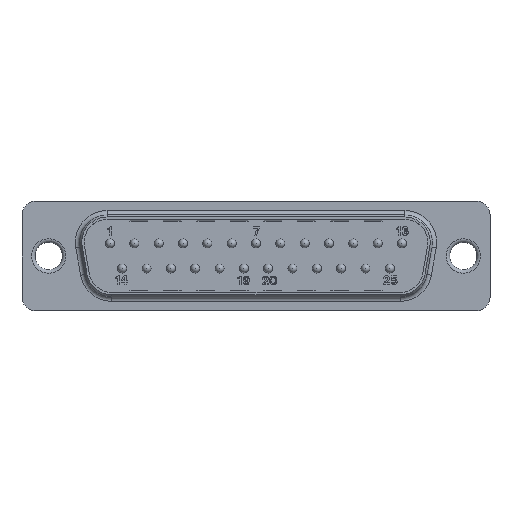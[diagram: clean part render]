
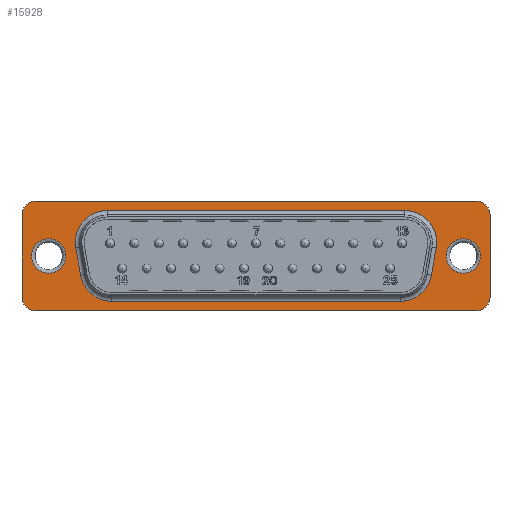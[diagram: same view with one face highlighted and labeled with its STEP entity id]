
A CAD part, top view. The second image highlights one B-rep face of the part: STEP entity #15928.
In plain terms, the highlighted face is planar.
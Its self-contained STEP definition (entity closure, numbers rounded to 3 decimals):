
#1250=LINE('',#28704,#2650);
#1332=LINE('',#28883,#2732);
#1336=LINE('',#28895,#2736);
#1338=LINE('',#28903,#2738);
#1345=LINE('',#28931,#2745);
#1347=LINE('',#28947,#2747);
#1348=LINE('',#28949,#2748);
#1349=LINE('',#28963,#2749);
#2650=VECTOR('',#20916,1000.);
#2732=VECTOR('',#21024,1000.);
#2736=VECTOR('',#21036,1000.);
#2738=VECTOR('',#21046,1000.);
#2745=VECTOR('',#21079,1000.);
#2747=VECTOR('',#21099,1000.);
#2748=VECTOR('',#21102,1000.);
#2749=VECTOR('',#21121,1000.);
#3662=CIRCLE('',#18142,1.5);
#3664=CIRCLE('',#18146,1.5);
#3666=CIRCLE('',#18150,1.5);
#3668=CIRCLE('',#18154,1.5);
#3678=CIRCLE('',#18169,3.6);
#3679=CIRCLE('',#18171,3.6);
#3685=CIRCLE('',#18180,3.6);
#3686=CIRCLE('',#18182,3.6);
#3718=CIRCLE('',#18376,1.95);
#3720=CIRCLE('',#18379,1.95);
#7191=ORIENTED_EDGE('',*,*,#10024,.F.);
#7192=ORIENTED_EDGE('',*,*,#9738,.F.);
#7193=ORIENTED_EDGE('',*,*,#9736,.F.);
#7194=ORIENTED_EDGE('',*,*,#9731,.F.);
#7195=ORIENTED_EDGE('',*,*,#9726,.F.);
#7196=ORIENTED_EDGE('',*,*,#9722,.F.);
#7197=ORIENTED_EDGE('',*,*,#9725,.F.);
#7198=ORIENTED_EDGE('',*,*,#9730,.F.);
#7199=ORIENTED_EDGE('',*,*,#9735,.F.);
#7200=ORIENTED_EDGE('',*,*,#10022,.F.);
#7201=ORIENTED_EDGE('',*,*,#9709,.F.);
#7202=ORIENTED_EDGE('',*,*,#9609,.F.);
#7203=ORIENTED_EDGE('',*,*,#9704,.F.);
#7204=ORIENTED_EDGE('',*,*,#9703,.F.);
#7205=ORIENTED_EDGE('',*,*,#9698,.F.);
#7206=ORIENTED_EDGE('',*,*,#9697,.F.);
#7207=ORIENTED_EDGE('',*,*,#9691,.F.);
#7208=ORIENTED_EDGE('',*,*,#9707,.F.);
#9609=EDGE_CURVE('',#11436,#11434,#1250,.T.);
#9691=EDGE_CURVE('',#11515,#11516,#3662,.T.);
#9697=EDGE_CURVE('',#11516,#11520,#1332,.T.);
#9698=EDGE_CURVE('',#11520,#11521,#3664,.T.);
#9703=EDGE_CURVE('',#11521,#11524,#1336,.T.);
#9704=EDGE_CURVE('',#11524,#11436,#3666,.T.);
#9707=EDGE_CURVE('',#11525,#11515,#1338,.T.);
#9709=EDGE_CURVE('',#11434,#11525,#3668,.T.);
#9722=EDGE_CURVE('',#11534,#11533,#1345,.T.);
#9725=EDGE_CURVE('',#11536,#11534,#3678,.T.);
#9726=EDGE_CURVE('',#11533,#11537,#3679,.T.);
#9730=EDGE_CURVE('',#11539,#11536,#1347,.T.);
#9731=EDGE_CURVE('',#11537,#11540,#1348,.T.);
#9735=EDGE_CURVE('',#11542,#11539,#3685,.T.);
#9736=EDGE_CURVE('',#11540,#11543,#3686,.T.);
#9738=EDGE_CURVE('',#11543,#11542,#1349,.T.);
#10022=EDGE_CURVE('',#11705,#11705,#3718,.T.);
#10024=EDGE_CURVE('',#11707,#11707,#3720,.T.);
#11434=VERTEX_POINT('',#28699);
#11436=VERTEX_POINT('',#28703);
#11515=VERTEX_POINT('',#28871);
#11516=VERTEX_POINT('',#28872);
#11520=VERTEX_POINT('',#28881);
#11521=VERTEX_POINT('',#28886);
#11524=VERTEX_POINT('',#28893);
#11525=VERTEX_POINT('',#28901);
#11533=VERTEX_POINT('',#28928);
#11534=VERTEX_POINT('',#28930);
#11536=VERTEX_POINT('',#28936);
#11537=VERTEX_POINT('',#28940);
#11539=VERTEX_POINT('',#28946);
#11540=VERTEX_POINT('',#28950);
#11542=VERTEX_POINT('',#28956);
#11543=VERTEX_POINT('',#28960);
#11705=VERTEX_POINT('',#29570);
#11707=VERTEX_POINT('',#29575);
#13060=EDGE_LOOP('',(#7191));
#13061=EDGE_LOOP('',(#7192,#7193,#7194,#7195,#7196,#7197,#7198,#7199));
#13062=EDGE_LOOP('',(#7200));
#13063=EDGE_LOOP('',(#7201,#7202,#7203,#7204,#7205,#7206,#7207,#7208));
#14285=FACE_BOUND('',#13060,.T.);
#14286=FACE_BOUND('',#13061,.T.);
#14287=FACE_BOUND('',#13062,.T.);
#14288=FACE_BOUND('',#13063,.T.);
#15093=PLANE('',#18378);
#15928=ADVANCED_FACE('',(#14285,#14286,#14287,#14288),#15093,.F.);
#18142=AXIS2_PLACEMENT_3D('',#28870,#21014,#21015);
#18146=AXIS2_PLACEMENT_3D('',#28885,#21027,#21028);
#18150=AXIS2_PLACEMENT_3D('',#28897,#21039,#21040);
#18154=AXIS2_PLACEMENT_3D('',#28906,#21050,#21051);
#18169=AXIS2_PLACEMENT_3D('',#28937,#21086,#21087);
#18171=AXIS2_PLACEMENT_3D('',#28939,#21090,#21091);
#18180=AXIS2_PLACEMENT_3D('',#28957,#21111,#21112);
#18182=AXIS2_PLACEMENT_3D('',#28959,#21115,#21116);
#18376=AXIS2_PLACEMENT_3D('',#29569,#21757,#21758);
#18378=AXIS2_PLACEMENT_3D('',#29573,#21761,#21762);
#18379=AXIS2_PLACEMENT_3D('',#29574,#21763,#21764);
#20916=DIRECTION('',(-1.,0.,0.));
#21014=DIRECTION('',(0.,0.,1.));
#21015=DIRECTION('',(-0.707,-0.707,0.));
#21024=DIRECTION('',(1.,0.,0.));
#21027=DIRECTION('',(0.,0.,1.));
#21028=DIRECTION('',(0.707,-0.707,0.));
#21036=DIRECTION('',(0.,1.,0.));
#21039=DIRECTION('',(0.,0.,1.));
#21040=DIRECTION('',(0.707,0.707,0.));
#21046=DIRECTION('',(0.,-1.,0.));
#21050=DIRECTION('',(0.,0.,1.));
#21051=DIRECTION('',(-0.707,0.707,0.));
#21079=DIRECTION('',(1.,0.,0.));
#21086=DIRECTION('',(0.,0.,-1.));
#21087=DIRECTION('',(-0.766,0.643,0.));
#21090=DIRECTION('',(0.,0.,-1.));
#21091=DIRECTION('',(0.766,0.643,0.));
#21099=DIRECTION('',(-0.174,0.985,0.));
#21102=DIRECTION('',(-0.174,-0.985,0.));
#21111=DIRECTION('',(0.,0.,-1.));
#21112=DIRECTION('',(-0.643,-0.766,0.));
#21115=DIRECTION('',(0.,0.,-1.));
#21116=DIRECTION('',(0.643,-0.766,0.));
#21121=DIRECTION('',(-1.,0.,0.));
#21757=DIRECTION('',(0.,0.,-1.));
#21758=DIRECTION('',(-1.,0.,0.));
#21761=DIRECTION('',(0.,0.,1.));
#21762=DIRECTION('',(1.,0.,0.));
#21763=DIRECTION('',(0.,0.,-1.));
#21764=DIRECTION('',(-1.,0.,0.));
#28699=CARTESIAN_POINT('',(-25.05,6.2,-0.5));
#28703=CARTESIAN_POINT('',(25.05,6.2,-0.5));
#28704=CARTESIAN_POINT('',(26.55,6.2,-0.5));
#28870=CARTESIAN_POINT('',(-25.05,-4.7,-0.5));
#28871=CARTESIAN_POINT('',(-26.55,-4.7,-0.5));
#28872=CARTESIAN_POINT('',(-25.05,-6.2,-0.5));
#28881=CARTESIAN_POINT('',(25.05,-6.2,-0.5));
#28883=CARTESIAN_POINT('',(-26.55,-6.2,-0.5));
#28885=CARTESIAN_POINT('',(25.05,-4.7,-0.5));
#28886=CARTESIAN_POINT('',(26.55,-4.7,-0.5));
#28893=CARTESIAN_POINT('',(26.55,4.7,-0.5));
#28895=CARTESIAN_POINT('',(26.55,-6.2,-0.5));
#28897=CARTESIAN_POINT('',(25.05,4.7,-0.5));
#28901=CARTESIAN_POINT('',(-26.55,4.7,-0.5));
#28903=CARTESIAN_POINT('',(-26.55,6.2,-0.5));
#28906=CARTESIAN_POINT('',(-25.05,4.7,-0.5));
#28928=CARTESIAN_POINT('',(16.9,5.15,-0.5));
#28930=CARTESIAN_POINT('',(-16.9,5.15,-0.5));
#28931=CARTESIAN_POINT('',(6.77,5.15,-0.5));
#28936=CARTESIAN_POINT('',(-20.445,0.925,-0.5));
#28937=CARTESIAN_POINT('',(-16.9,1.55,-0.5));
#28939=CARTESIAN_POINT('',(16.9,1.55,-0.5));
#28940=CARTESIAN_POINT('',(20.445,0.925,-0.5));
#28946=CARTESIAN_POINT('',(-19.899,-2.175,-0.5));
#28947=CARTESIAN_POINT('',(-19.856,-2.419,-0.5));
#28949=CARTESIAN_POINT('',(19.991,-1.654,-0.5));
#28950=CARTESIAN_POINT('',(19.899,-2.175,-0.5));
#28956=CARTESIAN_POINT('',(-16.353,-5.15,-0.5));
#28957=CARTESIAN_POINT('',(-16.353,-1.55,-0.5));
#28959=CARTESIAN_POINT('',(16.353,-1.55,-0.5));
#28960=CARTESIAN_POINT('',(16.353,-5.15,-0.5));
#28963=CARTESIAN_POINT('',(6.77,-5.15,-0.5));
#29569=CARTESIAN_POINT('',(-23.52,0.,-0.5));
#29570=CARTESIAN_POINT('',(-25.47,0.,-0.5));
#29573=CARTESIAN_POINT('',(13.54,0.021,-0.5));
#29574=CARTESIAN_POINT('',(23.52,0.,-0.5));
#29575=CARTESIAN_POINT('',(21.57,0.,-0.5));
